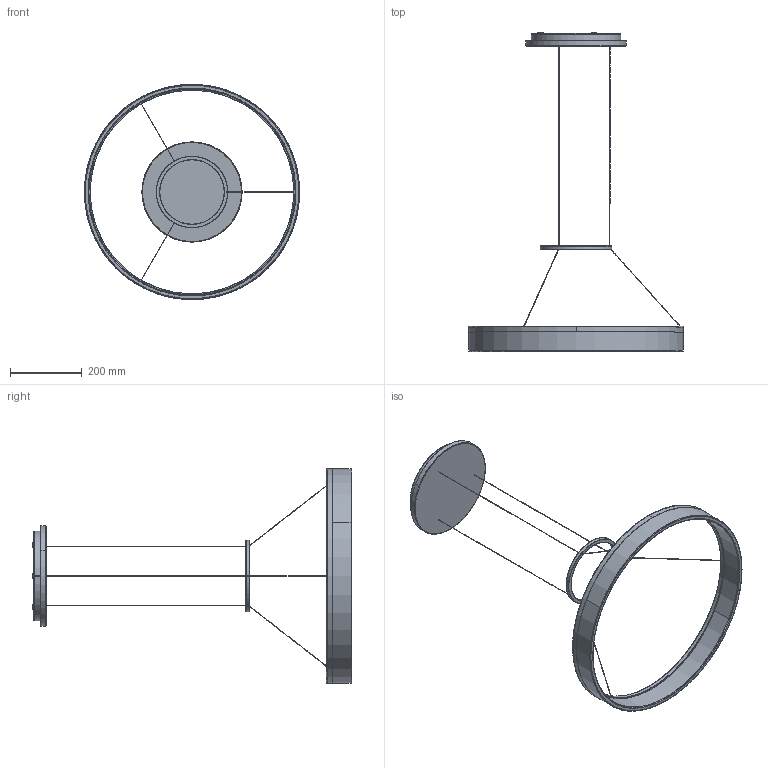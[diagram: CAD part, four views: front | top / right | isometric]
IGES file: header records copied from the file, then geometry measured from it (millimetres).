
Start section: SolidWorks IGES file using analytic representation for surfaces
Global section: file name: 00-0641.igs; native system: SolidWorks 2015; preprocessor: SolidWorks 2015; author: rpena; date: 160119.181234; units: millimetre
Bounding box: 601.6 x 893.72 x 601.6 mm (x, y, z)
Surface area: 497546.2 mm2 (no closed solid volume)
Topology: 0 solids, 0 shells, 90 faces, 1961 edges, 1961 vertices
Faces by surface type: bspline 60, revolution 30
